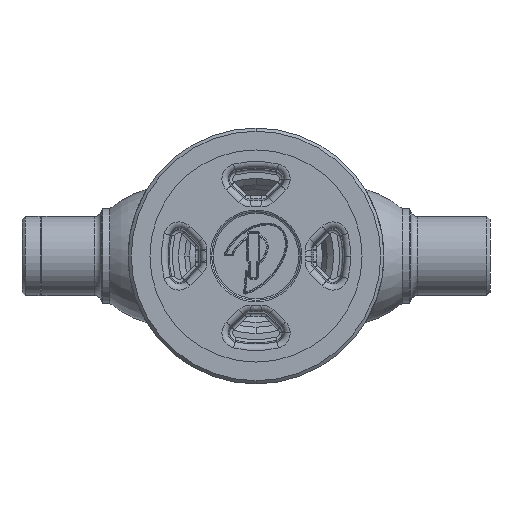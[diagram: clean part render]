
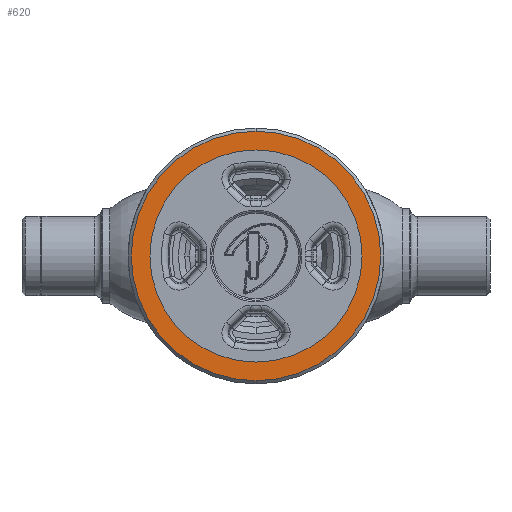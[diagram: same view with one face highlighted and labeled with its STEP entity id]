
A CAD part, front view. The second image highlights one B-rep face of the part: STEP entity #620.
In plain terms, the highlighted planar face has unit normal (0, -1, 0).
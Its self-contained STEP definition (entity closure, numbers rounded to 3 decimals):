
#250 = AXIS2_PLACEMENT_3D ( 'NONE', #8828, #4602, #337 ) ;
#337 = DIRECTION ( 'NONE',  ( 0., 0., 1. ) ) ;
#518 = PLANE ( 'NONE',  #4856 ) ;
#620 = ADVANCED_FACE ( 'NONE', ( #7901, #4155 ), #518, .T. ) ;
#1031 = EDGE_CURVE ( 'NONE', #1762, #7207, #9001, .T. ) ;
#1104 = EDGE_LOOP ( 'NONE', ( #6906, #2140 ) ) ;
#1159 = AXIS2_PLACEMENT_3D ( 'NONE', #6897, #2621, #7582 ) ;
#1680 = CARTESIAN_POINT ( 'NONE',  ( 0., 0., 0. ) ) ;
#1762 = VERTEX_POINT ( 'NONE', #7734 ) ;
#1896 = ORIENTED_EDGE ( 'NONE', *, *, #3778, .T. ) ;
#2140 = ORIENTED_EDGE ( 'NONE', *, *, #1031, .F. ) ;
#2394 = DIRECTION ( 'NONE',  ( 0., 0., 1. ) ) ;
#2605 = CIRCLE ( 'NONE', #250, 39.4 ) ;
#2621 = DIRECTION ( 'NONE',  ( 0., 1., 0. ) ) ;
#2664 = VERTEX_POINT ( 'NONE', #9073 ) ;
#3202 = CIRCLE ( 'NONE', #7362, 33.5 ) ;
#3458 = VERTEX_POINT ( 'NONE', #4837 ) ;
#3778 = EDGE_CURVE ( 'NONE', #2664, #3458, #5836, .T. ) ;
#3901 = CARTESIAN_POINT ( 'NONE',  ( 0., 0., 0. ) ) ;
#4145 = DIRECTION ( 'NONE',  ( 0., 0., -1. ) ) ;
#4155 = FACE_OUTER_BOUND ( 'NONE', #1104, .T. ) ;
#4175 = EDGE_LOOP ( 'NONE', ( #5777, #1896 ) ) ;
#4602 = DIRECTION ( 'NONE',  ( 0., 1., 0. ) ) ;
#4608 = DIRECTION ( 'NONE',  ( 0., 0., 1. ) ) ;
#4837 = CARTESIAN_POINT ( 'NONE',  ( 0., 0., 33.5 ) ) ;
#4856 = AXIS2_PLACEMENT_3D ( 'NONE', #6968, #8374, #4145 ) ;
#4986 = CARTESIAN_POINT ( 'NONE',  ( 0., 0., 39.4 ) ) ;
#5071 = EDGE_CURVE ( 'NONE', #3458, #2664, #3202, .T. ) ;
#5777 = ORIENTED_EDGE ( 'NONE', *, *, #5071, .T. ) ;
#5836 = CIRCLE ( 'NONE', #8435, 33.5 ) ;
#6669 = DIRECTION ( 'NONE',  ( 0., 1., 0. ) ) ;
#6897 = CARTESIAN_POINT ( 'NONE',  ( 0., 0., 0. ) ) ;
#6906 = ORIENTED_EDGE ( 'NONE', *, *, #8531, .F. ) ;
#6968 = CARTESIAN_POINT ( 'NONE',  ( -33.5, 0., 0. ) ) ;
#7207 = VERTEX_POINT ( 'NONE', #4986 ) ;
#7362 = AXIS2_PLACEMENT_3D ( 'NONE', #3901, #8834, #4608 ) ;
#7582 = DIRECTION ( 'NONE',  ( 0., 0., 1. ) ) ;
#7734 = CARTESIAN_POINT ( 'NONE',  ( 0., 0., -39.4 ) ) ;
#7901 = FACE_BOUND ( 'NONE', #4175, .T. ) ;
#8374 = DIRECTION ( 'NONE',  ( 0., -1., 0. ) ) ;
#8435 = AXIS2_PLACEMENT_3D ( 'NONE', #1680, #6669, #2394 ) ;
#8531 = EDGE_CURVE ( 'NONE', #7207, #1762, #2605, .T. ) ;
#8828 = CARTESIAN_POINT ( 'NONE',  ( 0., 0., 0. ) ) ;
#8834 = DIRECTION ( 'NONE',  ( 0., 1., 0. ) ) ;
#9001 = CIRCLE ( 'NONE', #1159, 39.4 ) ;
#9073 = CARTESIAN_POINT ( 'NONE',  ( 0., 0., -33.5 ) ) ;
